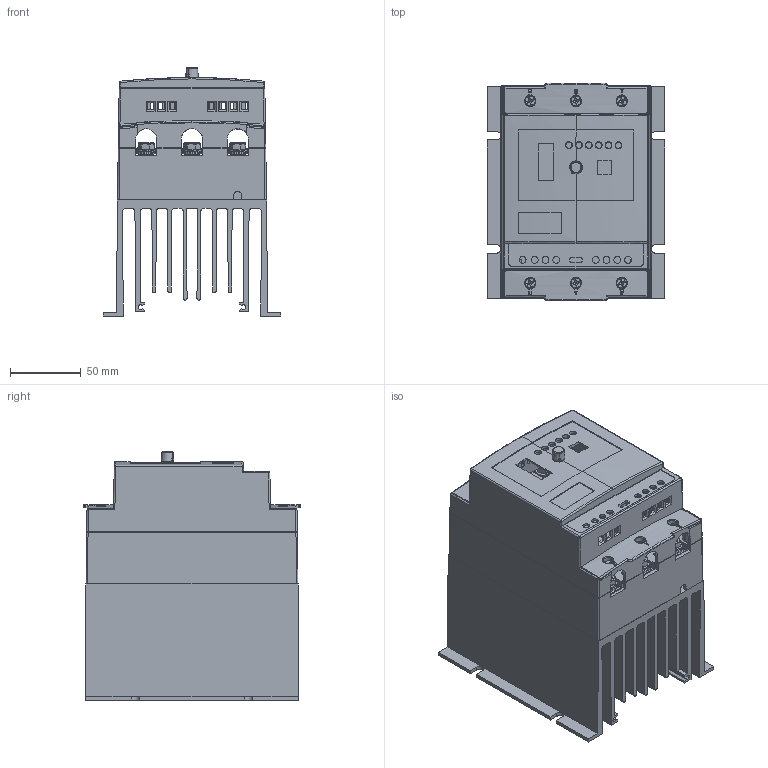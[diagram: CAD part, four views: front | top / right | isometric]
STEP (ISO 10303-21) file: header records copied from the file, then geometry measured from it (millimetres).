
FILE_DESCRIPTION (( 'STEP AP203' ), '1' );
FILE_NAME ('25A萇薯覃淕ん.STEP', '2019-10-21T07:20:09', ( 'User' ), ( 'China' ), 'SwSTEP 2.0', 'SolidWorks 2012', '' );
FILE_SCHEMA (( 'CONFIG_CONTROL_DESIGN' ));
Length unit declared in the file: millimetre
Products named in the file (8): 25A萇薯覃淕ん; M6; 萇薯覃淕ん唅聽; 100A萇薯覃淕ん諉盄え; 100A萇薯覃淕ん諉盄釱; 100A电力调整器上盖(2014.5.12修改); 100A萇薯覃淕ん菁釱; HHT25散热器_40A
Assembly tree (18 placements, depth 2):
  25A萇薯覃淕ん
    HHT25散热器_40A
    100A萇薯覃淕ん菁釱
    100A电力调整器上盖(2014.5.12修改)
    100A萇薯覃淕ん諉盄釱  x2
    100A萇薯覃淕ん諉盄え  x6
    萇薯覃淕ん唅聽
    M6  x6
Bounding box: 125.5 x 153.84 x 175.3 mm (x, y, z)
Volume: 589289.8 mm3; surface area: 418142.4 mm2
Topology: 21 solids, 21 shells, 2927 faces, 7825 edges, 5032 vertices
Faces by surface type: plane 1617, cylinder 757, cone 236, bspline 227, torus 80, sphere 10
Entity records: 78257 total; most frequent: CARTESIAN_POINT 25300, ORIENTED_EDGE 11332, DIRECTION 10055, EDGE_CURVE 5666, VERTEX_POINT 3652, VECTOR 3549, LINE 3549, AXIS2_PLACEMENT_3D 3253
